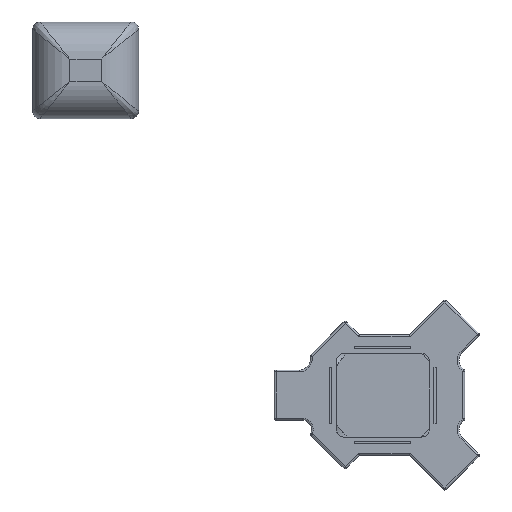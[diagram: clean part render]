
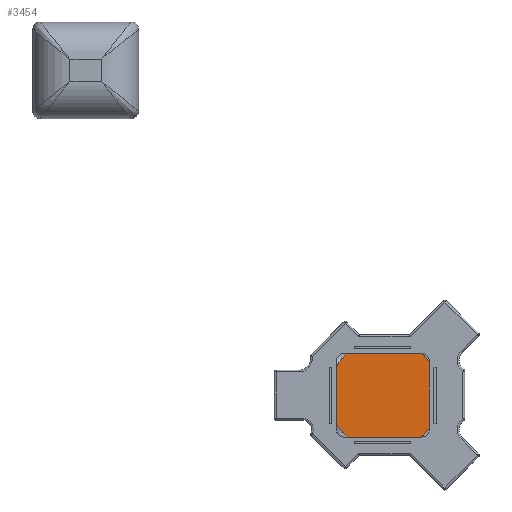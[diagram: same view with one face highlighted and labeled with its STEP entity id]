
A CAD part, top view. The second image highlights one B-rep face of the part: STEP entity #3454.
In plain terms, the highlighted planar face has unit normal (0, 0, 1).
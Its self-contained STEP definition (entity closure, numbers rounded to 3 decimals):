
#189=PLANE('',#3752);
#323=FACE_OUTER_BOUND('',#549,.T.);
#549=EDGE_LOOP('',(#2898));
#1359=CIRCLE('',#3739,106.384);
#1713=VERTEX_POINT('',#6301);
#2111=EDGE_CURVE('',#1713,#1713,#1359,.T.);
#2898=ORIENTED_EDGE('',*,*,#2111,.F.);
#3454=ADVANCED_FACE('',(#323),#189,.F.);
#3739=AXIS2_PLACEMENT_3D('',#6303,#4565,#4566);
#3752=AXIS2_PLACEMENT_3D('',#6352,#4607,#4608);
#4565=DIRECTION('center_axis',(0.,0.,-1.));
#4566=DIRECTION('ref_axis',(0.707,-0.707,0.));
#4607=DIRECTION('center_axis',(0.,0.,-1.));
#4608=DIRECTION('ref_axis',(0.707,-0.707,0.));
#6301=CARTESIAN_POINT('',(162.885,106.596,-26.805));
#6303=CARTESIAN_POINT('Origin',(238.109,31.372,-26.805));
#6352=CARTESIAN_POINT('Origin',(238.109,31.372,-26.805));
